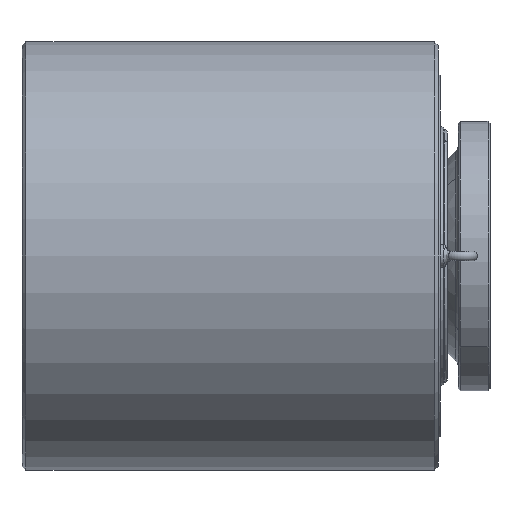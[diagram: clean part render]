
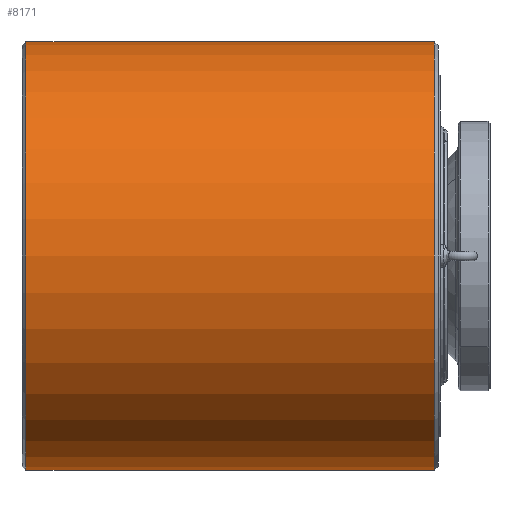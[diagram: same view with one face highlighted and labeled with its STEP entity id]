
A CAD part, front view. The second image highlights one B-rep face of the part: STEP entity #8171.
In plain terms, the highlighted cylindrical face has radius 270 mm (diameter 540 mm), a partial arc.
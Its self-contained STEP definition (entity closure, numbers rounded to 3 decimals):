
#112 = ORIENTED_EDGE ( 'NONE', *, *, #8275, .F. ) ;
#509 = VERTEX_POINT ( 'NONE', #10667 ) ;
#677 = VERTEX_POINT ( 'NONE', #13571 ) ;
#838 = CARTESIAN_POINT ( 'NONE',  ( 520., 0., -270. ) ) ;
#1055 = DIRECTION ( 'NONE',  ( 0., 0., 1. ) ) ;
#1093 = ORIENTED_EDGE ( 'NONE', *, *, #10641, .T. ) ;
#1547 = EDGE_CURVE ( 'NONE', #509, #677, #5746, .T. ) ;
#2084 = CIRCLE ( 'NONE', #3355, 270. ) ;
#3355 = AXIS2_PLACEMENT_3D ( 'NONE', #6039, #13698, #7156 ) ;
#3955 = DIRECTION ( 'NONE',  ( -1., 0., 0. ) ) ;
#4374 = CARTESIAN_POINT ( 'NONE',  ( 5., 0., 0. ) ) ;
#4421 = EDGE_LOOP ( 'NONE', ( #112, #5053, #1093, #9355 ) ) ;
#4582 = DIRECTION ( 'NONE',  ( -1., 0., 0. ) ) ;
#4666 = FACE_OUTER_BOUND ( 'NONE', #4421, .T. ) ;
#5053 = ORIENTED_EDGE ( 'NONE', *, *, #10422, .T. ) ;
#5177 = CARTESIAN_POINT ( 'NONE',  ( 0., 0., 0. ) ) ;
#5455 = LINE ( 'NONE', #11173, #11285 ) ;
#5701 = LINE ( 'NONE', #10856, #14079 ) ;
#5746 = CIRCLE ( 'NONE', #11395, 270. ) ;
#6039 = CARTESIAN_POINT ( 'NONE',  ( 520., 0., 0. ) ) ;
#7156 = DIRECTION ( 'NONE',  ( 0., 0., 1. ) ) ;
#7579 = VERTEX_POINT ( 'NONE', #838 ) ;
#8004 = DIRECTION ( 'NONE',  ( 0., 0., 1. ) ) ;
#8025 = AXIS2_PLACEMENT_3D ( 'NONE', #5177, #3955, #8004 ) ;
#8075 = CARTESIAN_POINT ( 'NONE',  ( 520., 0., 270. ) ) ;
#8171 = ADVANCED_FACE ( 'NONE', ( #4666 ), #13582, .T. ) ;
#8275 = EDGE_CURVE ( 'NONE', #7579, #509, #5701, .T. ) ;
#9355 = ORIENTED_EDGE ( 'NONE', *, *, #1547, .F. ) ;
#10422 = EDGE_CURVE ( 'NONE', #7579, #11831, #2084, .T. ) ;
#10641 = EDGE_CURVE ( 'NONE', #11831, #677, #5455, .T. ) ;
#10667 = CARTESIAN_POINT ( 'NONE',  ( 5., 0., -270. ) ) ;
#10856 = CARTESIAN_POINT ( 'NONE',  ( 0., 0., -270. ) ) ;
#11173 = CARTESIAN_POINT ( 'NONE',  ( 0., 0., 270. ) ) ;
#11285 = VECTOR ( 'NONE', #4582, 1000. ) ;
#11395 = AXIS2_PLACEMENT_3D ( 'NONE', #4374, #12037, #1055 ) ;
#11831 = VERTEX_POINT ( 'NONE', #8075 ) ;
#12037 = DIRECTION ( 'NONE',  ( -1., 0., 0. ) ) ;
#12261 = DIRECTION ( 'NONE',  ( -1., 0., 0. ) ) ;
#13571 = CARTESIAN_POINT ( 'NONE',  ( 5., 0., 270. ) ) ;
#13582 = CYLINDRICAL_SURFACE ( 'NONE', #8025, 270. ) ;
#13698 = DIRECTION ( 'NONE',  ( -1., 0., 0. ) ) ;
#14079 = VECTOR ( 'NONE', #12261, 1000. ) ;
